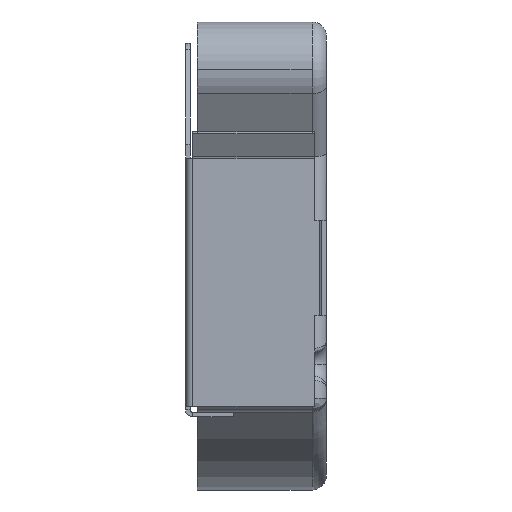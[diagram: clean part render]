
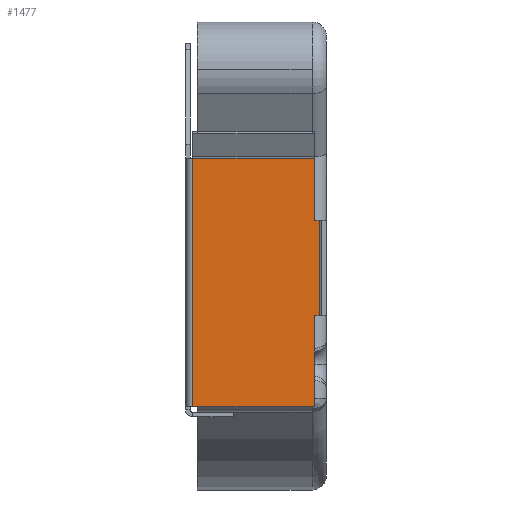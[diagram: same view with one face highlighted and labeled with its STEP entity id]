
A CAD part, left-side view. The second image highlights one B-rep face of the part: STEP entity #1477.
In plain terms, the highlighted planar face has unit normal (-1, 0, 0).
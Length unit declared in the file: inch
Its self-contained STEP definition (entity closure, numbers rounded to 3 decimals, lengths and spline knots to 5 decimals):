
#22 = DIRECTION ( 'NONE',  ( 0., 0., -1. ) ) ;
#261 = ORIENTED_EDGE ( 'NONE', *, *, #6333, .F. ) ;
#301 = VECTOR ( 'NONE', #2417, 39.37008 ) ;
#363 = CARTESIAN_POINT ( 'NONE',  ( -0.47, 0.0655, -0.32637 ) ) ;
#549 = VECTOR ( 'NONE', #2741, 39.37008 ) ;
#559 = CARTESIAN_POINT ( 'NONE',  ( -0.47, -0.2195, 0.05363 ) ) ;
#578 = CARTESIAN_POINT ( 'NONE',  ( -0.47, -0.1945, -0.32637 ) ) ;
#671 = VECTOR ( 'NONE', #3442, 39.37008 ) ;
#708 = CARTESIAN_POINT ( 'NONE',  ( -0.47, 0.0605, 0.19363 ) ) ;
#748 = FACE_OUTER_BOUND ( 'NONE', #5434, .T. ) ;
#780 = ORIENTED_EDGE ( 'NONE', *, *, #6062, .T. ) ;
#878 = EDGE_CURVE ( 'NONE', #5751, #1304, #1151, .T. ) ;
#942 = EDGE_CURVE ( 'NONE', #5049, #4949, #5729, .T. ) ;
#1032 = EDGE_CURVE ( 'NONE', #4949, #5631, #5880, .T. ) ;
#1151 = LINE ( 'NONE', #578, #3318 ) ;
#1304 = VERTEX_POINT ( 'NONE', #3322 ) ;
#1351 = VERTEX_POINT ( 'NONE', #1442 ) ;
#1442 = CARTESIAN_POINT ( 'NONE',  ( -0.47, -0.2045, -0.13637 ) ) ;
#1477 = ADVANCED_FACE ( 'NONE', ( #748 ), #6089, .T. ) ;
#1996 = ORIENTED_EDGE ( 'NONE', *, *, #1032, .F. ) ;
#2131 = VERTEX_POINT ( 'NONE', #4193 ) ;
#2233 = CARTESIAN_POINT ( 'NONE',  ( -0.47, -0.2195, -0.13637 ) ) ;
#2417 = DIRECTION ( 'NONE',  ( 0., 1., 0. ) ) ;
#2478 = ORIENTED_EDGE ( 'NONE', *, *, #878, .F. ) ;
#2557 = CARTESIAN_POINT ( 'NONE',  ( -0.47, -0.1945, 0.19363 ) ) ;
#2592 = DIRECTION ( 'NONE',  ( 0., -1., 0. ) ) ;
#2741 = DIRECTION ( 'NONE',  ( 0., -1., 0. ) ) ;
#2818 = CARTESIAN_POINT ( 'NONE',  ( -0.47, 0.0605, 0.05363 ) ) ;
#3318 = VECTOR ( 'NONE', #22, 39.37008 ) ;
#3322 = CARTESIAN_POINT ( 'NONE',  ( -0.47, -0.1945, -0.32637 ) ) ;
#3442 = DIRECTION ( 'NONE',  ( 0., 1., 0. ) ) ;
#3917 = ORIENTED_EDGE ( 'NONE', *, *, #4323, .T. ) ;
#3974 = VECTOR ( 'NONE', #4303, 39.37008 ) ;
#4053 = VECTOR ( 'NONE', #5804, 39.37008 ) ;
#4151 = EDGE_CURVE ( 'NONE', #5049, #2131, #4928, .T. ) ;
#4193 = CARTESIAN_POINT ( 'NONE',  ( -0.47, 0.0605, -0.32637 ) ) ;
#4274 = LINE ( 'NONE', #6506, #671 ) ;
#4303 = DIRECTION ( 'NONE',  ( 0., -1., 0. ) ) ;
#4323 = EDGE_CURVE ( 'NONE', #5278, #5631, #4274, .T. ) ;
#4455 = CARTESIAN_POINT ( 'NONE',  ( -0.47, -0.1945, -0.13637 ) ) ;
#4490 = ORIENTED_EDGE ( 'NONE', *, *, #6249, .T. ) ;
#4834 = CARTESIAN_POINT ( 'NONE',  ( -0.47, -0.1945, 0.19363 ) ) ;
#4928 = LINE ( 'NONE', #2818, #6444 ) ;
#4949 = VERTEX_POINT ( 'NONE', #2557 ) ;
#5049 = VERTEX_POINT ( 'NONE', #708 ) ;
#5120 = DIRECTION ( 'NONE',  ( -1., 0., 0. ) ) ;
#5278 = VERTEX_POINT ( 'NONE', #6087 ) ;
#5397 = CARTESIAN_POINT ( 'NONE',  ( -0.47, -0.1945, 0.06363 ) ) ;
#5416 = DIRECTION ( 'NONE',  ( 0., 0., 1. ) ) ;
#5417 = VECTOR ( 'NONE', #5416, 39.37008 ) ;
#5434 = EDGE_LOOP ( 'NONE', ( #5511, #5909, #261, #2478, #780, #4490, #3917, #1996 ) ) ;
#5511 = ORIENTED_EDGE ( 'NONE', *, *, #942, .F. ) ;
#5631 = VERTEX_POINT ( 'NONE', #5397 ) ;
#5673 = LINE ( 'NONE', #6414, #5417 ) ;
#5729 = LINE ( 'NONE', #4834, #3974 ) ;
#5751 = VERTEX_POINT ( 'NONE', #4455 ) ;
#5804 = DIRECTION ( 'NONE',  ( 0., 0., -1. ) ) ;
#5880 = LINE ( 'NONE', #6402, #4053 ) ;
#5898 = LINE ( 'NONE', #363, #301 ) ;
#5902 = AXIS2_PLACEMENT_3D ( 'NONE', #559, #5120, #2592 ) ;
#5909 = ORIENTED_EDGE ( 'NONE', *, *, #4151, .T. ) ;
#6062 = EDGE_CURVE ( 'NONE', #5751, #1351, #6387, .T. ) ;
#6087 = CARTESIAN_POINT ( 'NONE',  ( -0.47, -0.2045, 0.06363 ) ) ;
#6089 = PLANE ( 'NONE',  #5902 ) ;
#6249 = EDGE_CURVE ( 'NONE', #1351, #5278, #5673, .T. ) ;
#6333 = EDGE_CURVE ( 'NONE', #1304, #2131, #5898, .T. ) ;
#6387 = LINE ( 'NONE', #2233, #549 ) ;
#6400 = DIRECTION ( 'NONE',  ( 0., 0., -1. ) ) ;
#6402 = CARTESIAN_POINT ( 'NONE',  ( -0.47, -0.1945, -0.32637 ) ) ;
#6414 = CARTESIAN_POINT ( 'NONE',  ( -0.47, -0.2045, -0.19989 ) ) ;
#6444 = VECTOR ( 'NONE', #6400, 39.37008 ) ;
#6506 = CARTESIAN_POINT ( 'NONE',  ( -0.47, -0.2195, 0.06363 ) ) ;
